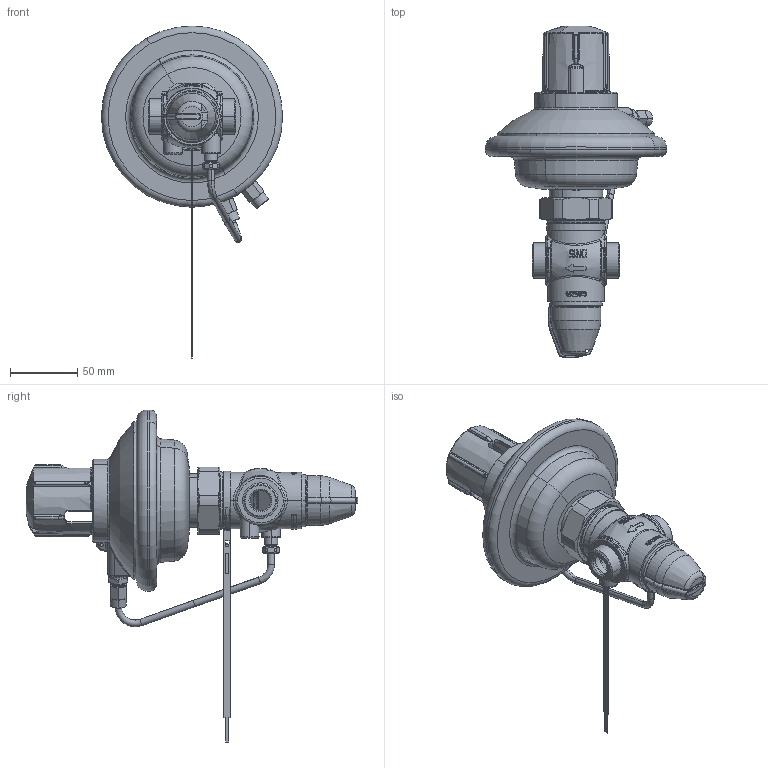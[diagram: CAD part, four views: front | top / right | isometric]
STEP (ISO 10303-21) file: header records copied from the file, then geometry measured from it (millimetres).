
FILE_DESCRIPTION((''),'2;1');
FILE_NAME('003H6918_ASM','2015-03-09T',('u317927'),('Danfoss'),'PRO/ENGINEER BY PARAMETRIC TECHNOLOGY CORPORATION, 2014000','PRO/ENGINEER BY PARAMETRIC TECHNOLOGY CORPORATION, 2014000','');
FILE_SCHEMA(('CONFIG_CONTROL_DESIGN'));
Products named in the file (25): 8882894; 8882932_ASM; 8882955; 8883851_ASM; 8882954; 8882056; 5211524; 8881022; 88812010; 8883806_INST; 8883807; 8890090; 8883802; 8883803; 8883519_ASM; 8883771_ASM; 5454032; 88810710; SERTO2; SERTO3; SERTO-2_ASM; 5191729; 8882820; 8883536; 003H6918_ASM
Assembly tree (27 placements, depth 4):
  003H6918_ASM
    8882932_ASM
      8882894
    8883851_ASM
      8882955
    8882954
    8882056
    5211524  x2
    8881022
    8883771_ASM
      88812010
      8883806_INST
      8883807
      8890090
      8883519_ASM
        8883802
        8883803
    5454032  x2
    SERTO-2_ASM
      88810710
      SERTO2
      SERTO3
    88810710
    5191729
    8882820
    8883536
Bounding box: 135.1 x 247.47 x 247.55 mm (x, y, z)
Volume: 316797.9 mm3; surface area: 196682.4 mm2
Topology: 22 solids, 47 shells, 2091 faces, 5246 edges, 3275 vertices
Faces by surface type: plane 881, cylinder 477, cone 302, bspline 219, torus 189, sphere 23
Entity records: 74174 total; most frequent: CARTESIAN_POINT 28118, ORIENTED_EDGE 9994, DIRECTION 8902, EDGE_CURVE 5053, AXIS2_PLACEMENT_3D 3619, VERTEX_POINT 3165, EDGE_LOOP 2147, FACE_OUTER_BOUND 2006
